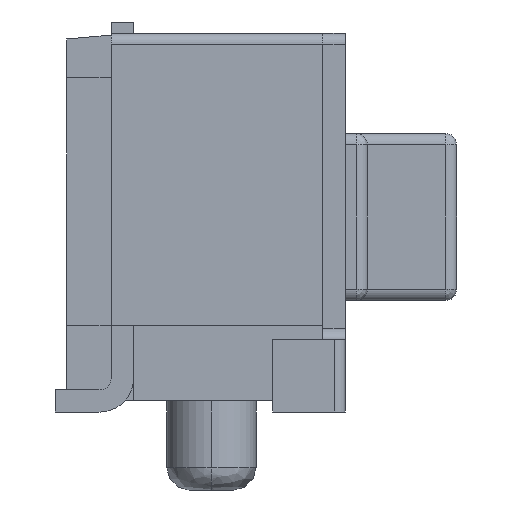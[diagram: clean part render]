
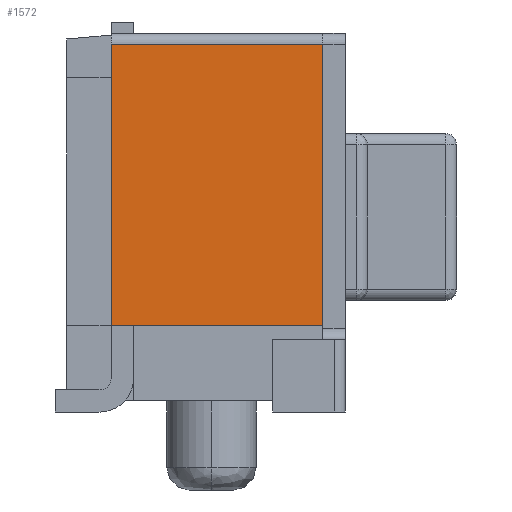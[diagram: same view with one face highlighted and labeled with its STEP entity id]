
A CAD part, left-side view. The second image highlights one B-rep face of the part: STEP entity #1572.
In plain terms, the highlighted planar face has unit normal (-1, 0, 0).
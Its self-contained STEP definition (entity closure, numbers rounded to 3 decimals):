
#80 = VECTOR ( 'NONE', #6243, 1000. ) ;
#389 = DIRECTION ( 'NONE',  ( 0., 1., 0. ) ) ;
#407 = EDGE_CURVE ( 'NONE', #6826, #593, #2407, .T. ) ;
#488 = CARTESIAN_POINT ( 'NONE',  ( -3.448, 0.65, 3.3 ) ) ;
#593 = VERTEX_POINT ( 'NONE', #1530 ) ;
#603 = AXIS2_PLACEMENT_3D ( 'NONE', #488, #1738, #7226 ) ;
#897 = EDGE_CURVE ( 'NONE', #6826, #3039, #4795, .T. ) ;
#1040 = PLANE ( 'NONE',  #603 ) ;
#1131 = DIRECTION ( 'NONE',  ( 0., 0., 1. ) ) ;
#1394 = DIRECTION ( 'NONE',  ( 0., 0., 1. ) ) ;
#1481 = CARTESIAN_POINT ( 'NONE',  ( -3.448, 0.65, 3.3 ) ) ;
#1530 = CARTESIAN_POINT ( 'NONE',  ( -3.448, -1.25, 3.3 ) ) ;
#1572 = ADVANCED_FACE ( 'NONE', ( #4606 ), #1040, .F. ) ;
#1738 = DIRECTION ( 'NONE',  ( 1., 0., 0. ) ) ;
#1768 = EDGE_LOOP ( 'NONE', ( #3053, #5507, #5743, #5010 ) ) ;
#2407 = LINE ( 'NONE', #6908, #3089 ) ;
#3039 = VERTEX_POINT ( 'NONE', #6431 ) ;
#3053 = ORIENTED_EDGE ( 'NONE', *, *, #7009, .F. ) ;
#3089 = VECTOR ( 'NONE', #1394, 1000. ) ;
#3140 = LINE ( 'NONE', #4345, #80 ) ;
#3450 = VECTOR ( 'NONE', #1131, 1000. ) ;
#4345 = CARTESIAN_POINT ( 'NONE',  ( -3.448, 0.65, 3.3 ) ) ;
#4606 = FACE_OUTER_BOUND ( 'NONE', #1768, .T. ) ;
#4795 = LINE ( 'NONE', #6313, #5886 ) ;
#5010 = ORIENTED_EDGE ( 'NONE', *, *, #407, .T. ) ;
#5446 = CARTESIAN_POINT ( 'NONE',  ( -3.448, 0.65, 3.3 ) ) ;
#5507 = ORIENTED_EDGE ( 'NONE', *, *, #6074, .F. ) ;
#5743 = ORIENTED_EDGE ( 'NONE', *, *, #897, .F. ) ;
#5886 = VECTOR ( 'NONE', #389, 1000. ) ;
#6074 = EDGE_CURVE ( 'NONE', #3039, #6286, #6542, .T. ) ;
#6243 = DIRECTION ( 'NONE',  ( 0., -1., 0. ) ) ;
#6286 = VERTEX_POINT ( 'NONE', #1481 ) ;
#6313 = CARTESIAN_POINT ( 'NONE',  ( -3.448, 0.65, 0.775 ) ) ;
#6345 = CARTESIAN_POINT ( 'NONE',  ( -3.448, -1.25, 0.775 ) ) ;
#6431 = CARTESIAN_POINT ( 'NONE',  ( -3.448, 0.65, 0.775 ) ) ;
#6542 = LINE ( 'NONE', #5446, #3450 ) ;
#6826 = VERTEX_POINT ( 'NONE', #6345 ) ;
#6908 = CARTESIAN_POINT ( 'NONE',  ( -3.448, -1.25, 3.3 ) ) ;
#7009 = EDGE_CURVE ( 'NONE', #6286, #593, #3140, .T. ) ;
#7226 = DIRECTION ( 'NONE',  ( 0., 0., -1. ) ) ;
